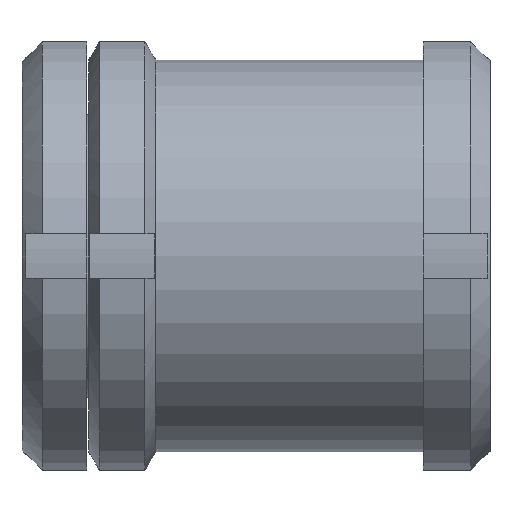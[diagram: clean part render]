
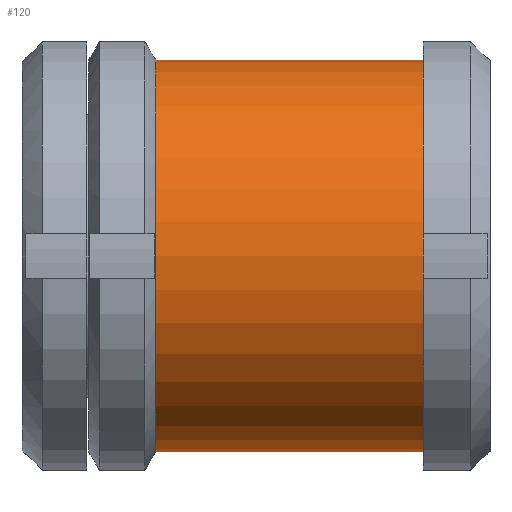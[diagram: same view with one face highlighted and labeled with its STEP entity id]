
A CAD part, left-side view. The second image highlights one B-rep face of the part: STEP entity #120.
In plain terms, the highlighted cylindrical face has radius 26.376 mm (diameter 52.752 mm), a full revolution.
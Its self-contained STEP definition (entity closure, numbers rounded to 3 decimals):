
#120 = ADVANCED_FACE( '', ( #296, #297 ), #298, .T. );
#296 = FACE_OUTER_BOUND( '', #535, .T. );
#297 = FACE_OUTER_BOUND( '', #536, .T. );
#298 = CYLINDRICAL_SURFACE( '', #537, 26.376 );
#535 = EDGE_LOOP( '', ( #845 ) );
#536 = EDGE_LOOP( '', ( #846 ) );
#537 = AXIS2_PLACEMENT_3D( '', #847, #848, #849 );
#845 = ORIENTED_EDGE( '', *, *, #1405, .T. );
#846 = ORIENTED_EDGE( '', *, *, #1406, .F. );
#847 = CARTESIAN_POINT( '', ( 0., 0., 0. ) );
#848 = DIRECTION( '', ( 0., 1., 0. ) );
#849 = DIRECTION( '', ( 0., 0., -1. ) );
#1405 = EDGE_CURVE( '', #1696, #1696, #1697, .T. );
#1406 = EDGE_CURVE( '', #1698, #1698, #1699, .T. );
#1696 = VERTEX_POINT( '', #2152 );
#1697 = CIRCLE( '', #2153, 26.376 );
#1698 = VERTEX_POINT( '', #2154 );
#1699 = CIRCLE( '', #2155, 26.376 );
#2152 = CARTESIAN_POINT( '', ( 0., 45.01, -26.376 ) );
#2153 = AXIS2_PLACEMENT_3D( '', #2612, #2613, #2614 );
#2154 = CARTESIAN_POINT( '', ( 0., 9., -26.376 ) );
#2155 = AXIS2_PLACEMENT_3D( '', #2615, #2616, #2617 );
#2612 = CARTESIAN_POINT( '', ( 0., 45.01, 0. ) );
#2613 = DIRECTION( '', ( 0., -1., 0. ) );
#2614 = DIRECTION( '', ( 0., 0., -1. ) );
#2615 = CARTESIAN_POINT( '', ( 0., 9., 0. ) );
#2616 = DIRECTION( '', ( 0., -1., 0. ) );
#2617 = DIRECTION( '', ( 0., 0., -1. ) );
